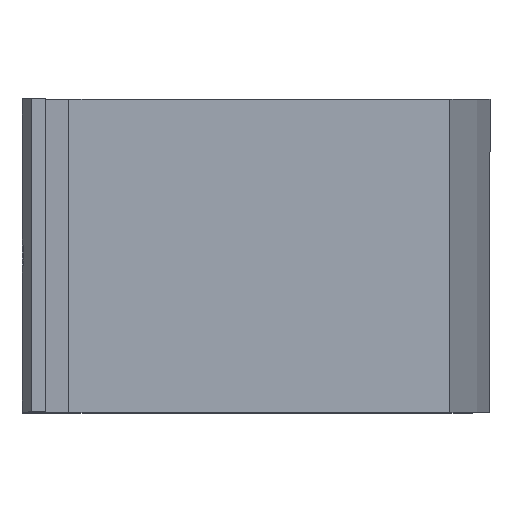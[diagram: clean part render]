
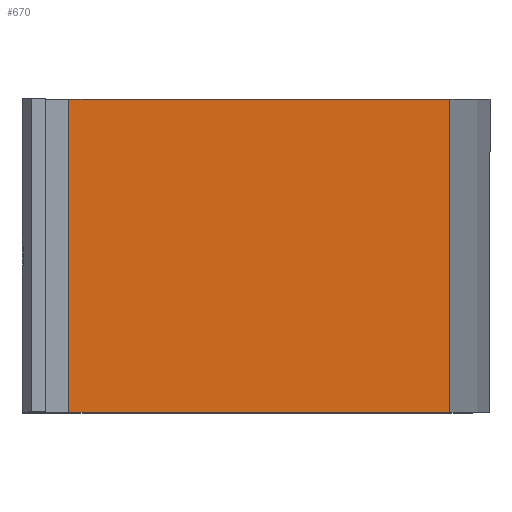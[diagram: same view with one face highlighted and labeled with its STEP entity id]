
A CAD part, top view. The second image highlights one B-rep face of the part: STEP entity #670.
In plain terms, the highlighted planar face has unit normal (0, 0, 1).
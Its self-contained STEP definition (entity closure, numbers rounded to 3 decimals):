
#609=CARTESIAN_POINT('POINT45',(0.,15.,50.));
#610=VERTEX_POINT('VERTEX45',#609);
#618=CARTESIAN_POINT('POINT46',(0.,-15.,50.));
#619=VERTEX_POINT('VERTEX46',#618);
#626=CARTESIAN_POINT('POS74',(0.,15.,50.));
#627=DIRECTION('DIR97',(0.,1.,0.));
#628=VECTOR('VEC51',#627,1.);
#629=LINE('STRAIGHT51',#626,#628);
#630=EDGE_CURVE('EDGE66',#619,#610,#629,.T.);
#640=ORIENTED_EDGE('COEDGE93',*,*,#630,.F.);
#641=CARTESIAN_POINT('POINT47',(36.5,-15.,50.));
#642=VERTEX_POINT('VERTEX47',#641);
#643=CARTESIAN_POINT('POS76',(0.,-15.,50.));
#644=DIRECTION('DIR100',(-1.,0.,0.));
#645=VECTOR('VEC52',#644,1.);
#646=LINE('STRAIGHT52',#643,#645);
#647=EDGE_CURVE('EDGE67',#642,#619,#646,.T.);
#648=ORIENTED_EDGE('COEDGE94',*,*,#647,.F.);
#649=CARTESIAN_POINT('POINT48',(36.5,15.,50.));
#650=VERTEX_POINT('VERTEX48',#649);
#651=CARTESIAN_POINT('POS77',(36.5,-15.,50.));
#652=DIRECTION('DIR101',(0.,-1.,0.));
#653=VECTOR('VEC53',#652,1.);
#654=LINE('STRAIGHT53',#651,#653);
#655=EDGE_CURVE('EDGE68',#650,#642,#654,.T.);
#656=ORIENTED_EDGE('COEDGE95',*,*,#655,.F.);
#657=CARTESIAN_POINT('POS78',(36.5,15.,50.));
#658=DIRECTION('DIR102',(1.,0.,0.));
#659=VECTOR('VEC54',#658,1.);
#660=LINE('STRAIGHT54',#657,#659);
#661=EDGE_CURVE('EDGE69',#610,#650,#660,.T.);
#662=ORIENTED_EDGE('COEDGE96',*,*,#661,.F.);
#663=EDGE_LOOP('NONE',(#640,#648,#656,#662));
#664=FACE_BOUND('LOOP1',#663,.T.);
#665=CARTESIAN_POINT('POS79',(18.25,0.,50.));
#666=DIRECTION('DIR103',(0.,0.,1.));
#667=DIRECTION('DIR104',(1.,0.,0.));
#668=AXIS2_PLACEMENT_3D('AXIS25',#665,#666,#667);
#669=PLANE('PLANE17',#668);
#670=ADVANCED_FACE('FACE22',(#664),#669,.T.);
